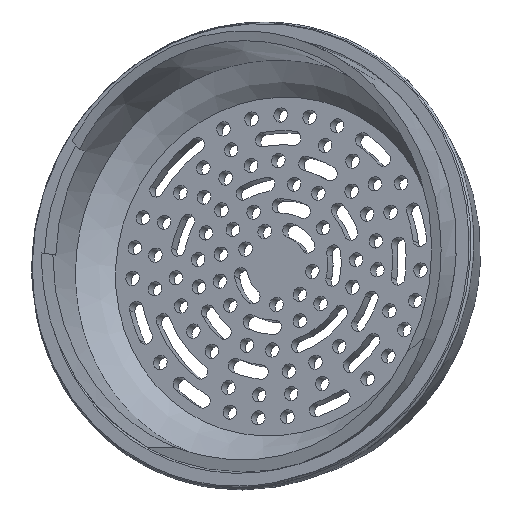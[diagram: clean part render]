
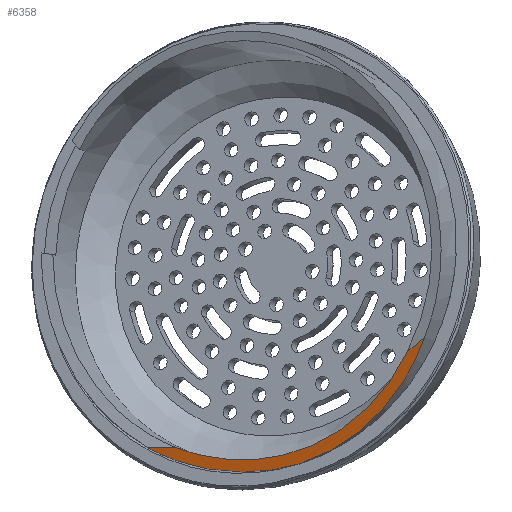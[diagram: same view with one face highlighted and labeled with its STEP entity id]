
A CAD part, left-side view. The second image highlights one B-rep face of the part: STEP entity #6358.
In plain terms, the highlighted planar face has unit normal (-0.931, 0.345, -0.121).
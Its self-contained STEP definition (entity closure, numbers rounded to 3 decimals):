
#31=ELLIPSE('',#7445,39.369,37.926);
#32=ELLIPSE('',#7446,37.582,36.204);
#33=ELLIPSE('',#7447,39.369,37.926);
#230=B_SPLINE_CURVE_WITH_KNOTS('',3,(#11581,#11582,#11583,#11584,#11585,
#11586,#11587,#11588,#11589,#11590,#11591,#11592,#11593,#11594,#11595,#11596,
#11597,#11598,#11599,#11600),.UNSPECIFIED.,.F.,.F.,(4,2,2,2,2,2,2,2,2,4),
(-35.285,-31.355,-27.774,-25.353,
-24.222,-23.456,-22.715,-21.675,
-19.346,-11.979),.UNSPECIFIED.);
#231=B_SPLINE_CURVE_WITH_KNOTS('',3,(#11604,#11605,#11606,#11607,#11608,
#11609,#11610,#11611,#11612,#11613),.UNSPECIFIED.,.F.,.F.,(4,3,3,4),(71.552,
74.455,74.616,75.912),.UNSPECIFIED.);
#232=B_SPLINE_CURVE_WITH_KNOTS('',3,(#11617,#11618,#11619,#11620,#11621,
#11622,#11623),.UNSPECIFIED.,.F.,.F.,(4,3,4),(17.238,18.333,
21.461),.UNSPECIFIED.);
#277=PLANE('',#7444);
#1107=FACE_OUTER_BOUND('',#1550,.T.);
#1550=EDGE_LOOP('',(#5570,#5571,#5572,#5573,#5574,#5575));
#2959=VERTEX_POINT('',#11579);
#2960=VERTEX_POINT('',#11580);
#2961=VERTEX_POINT('',#11601);
#2962=VERTEX_POINT('',#11603);
#2963=VERTEX_POINT('',#11614);
#2964=VERTEX_POINT('',#11616);
#3893=EDGE_CURVE('',#2959,#2960,#230,.T.);
#3894=EDGE_CURVE('',#2960,#2961,#31,.T.);
#3895=EDGE_CURVE('',#2962,#2961,#231,.T.);
#3896=EDGE_CURVE('',#2962,#2963,#32,.T.);
#3897=EDGE_CURVE('',#2964,#2963,#232,.T.);
#3898=EDGE_CURVE('',#2964,#2959,#33,.T.);
#5570=ORIENTED_EDGE('',*,*,#3893,.T.);
#5571=ORIENTED_EDGE('',*,*,#3894,.T.);
#5572=ORIENTED_EDGE('',*,*,#3895,.F.);
#5573=ORIENTED_EDGE('',*,*,#3896,.T.);
#5574=ORIENTED_EDGE('',*,*,#3897,.F.);
#5575=ORIENTED_EDGE('',*,*,#3898,.T.);
#6358=ADVANCED_FACE('',(#1107),#277,.F.);
#7444=AXIS2_PLACEMENT_3D('',#11578,#9734,#9735);
#7445=AXIS2_PLACEMENT_3D('',#11602,#9736,#9737);
#7446=AXIS2_PLACEMENT_3D('',#11615,#9738,#9739);
#7447=AXIS2_PLACEMENT_3D('',#11624,#9740,#9741);
#9734=DIRECTION('center_axis',(0.931,-0.345,0.121));
#9735=DIRECTION('ref_axis',(0.129,0.,-0.992));
#9736=DIRECTION('center_axis',(-0.931,0.345,-0.121));
#9737=DIRECTION('ref_axis',(-0.12,0.023,0.992));
#9738=DIRECTION('center_axis',(0.931,-0.345,0.121));
#9739=DIRECTION('ref_axis',(-0.12,0.023,0.992));
#9740=DIRECTION('center_axis',(-0.931,0.345,-0.121));
#9741=DIRECTION('ref_axis',(-0.12,0.023,0.992));
#11578=CARTESIAN_POINT('Origin',(-479.641,-262.322,965.068));
#11579=CARTESIAN_POINT('',(-471.037,-252.273,927.598));
#11580=CARTESIAN_POINT('',(-478.938,-273.773,927.012));
#11581=CARTESIAN_POINT('Ctrl Pts',(-471.037,-252.273,927.598));
#11582=CARTESIAN_POINT('Ctrl Pts',(-471.42,-253.451,
927.182));
#11583=CARTESIAN_POINT('Ctrl Pts',(-471.817,-254.647,926.829));
#11584=CARTESIAN_POINT('Ctrl Pts',(-472.603,-256.957,
926.274));
#11585=CARTESIAN_POINT('Ctrl Pts',(-472.987,-258.067,
926.064));
#11586=CARTESIAN_POINT('Ctrl Pts',(-473.646,-259.937,
925.801));
#11587=CARTESIAN_POINT('Ctrl Pts',(-473.916,-260.693,
925.72));
#11588=CARTESIAN_POINT('Ctrl Pts',(-474.318,-261.803,
925.638));
#11589=CARTESIAN_POINT('Ctrl Pts',(-474.446,-262.157,
925.617));
#11590=CARTESIAN_POINT('Ctrl Pts',(-474.663,-262.75,
925.592));
#11591=CARTESIAN_POINT('Ctrl Pts',(-474.751,-262.99,925.584));
#11592=CARTESIAN_POINT('Ctrl Pts',(-474.924,-263.461,
925.574));
#11593=CARTESIAN_POINT('Ctrl Pts',(-475.01,-263.692,
925.571));
#11594=CARTESIAN_POINT('Ctrl Pts',(-475.216,-264.248,
925.57));
#11595=CARTESIAN_POINT('Ctrl Pts',(-475.337,-264.573,
925.574));
#11596=CARTESIAN_POINT('Ctrl Pts',(-475.731,-265.624,925.602));
#11597=CARTESIAN_POINT('Ctrl Pts',(-476.005,-266.349,925.644));
#11598=CARTESIAN_POINT('Ctrl Pts',(-477.156,-269.355,925.918));
#11599=CARTESIAN_POINT('Ctrl Pts',(-478.045,-271.598,
926.355));
#11600=CARTESIAN_POINT('Ctrl Pts',(-478.938,-273.773,
927.012));
#11601=CARTESIAN_POINT('',(-489.915,-295.622,949.074));
#11602=CARTESIAN_POINT('Origin',(-479.578,-262.334,964.546));
#11603=CARTESIAN_POINT('',(-488.436,-292.546,946.48));
#11604=CARTESIAN_POINT('Ctrl Pts',(-488.436,-292.546,
946.48));
#11605=CARTESIAN_POINT('Ctrl Pts',(-488.766,-293.24,
947.036));
#11606=CARTESIAN_POINT('Ctrl Pts',(-489.095,-293.927,
947.606));
#11607=CARTESIAN_POINT('Ctrl Pts',(-489.423,-294.607,
948.189));
#11608=CARTESIAN_POINT('Ctrl Pts',(-489.442,-294.645,
948.221));
#11609=CARTESIAN_POINT('Ctrl Pts',(-489.46,-294.682,
948.254));
#11610=CARTESIAN_POINT('Ctrl Pts',(-489.478,-294.72,
948.286));
#11611=CARTESIAN_POINT('Ctrl Pts',(-489.625,-295.023,948.547));
#11612=CARTESIAN_POINT('Ctrl Pts',(-489.77,-295.324,
948.81));
#11613=CARTESIAN_POINT('Ctrl Pts',(-489.915,-295.622,
949.074));
#11614=CARTESIAN_POINT('',(-471.349,-252.312,929.891));
#11615=CARTESIAN_POINT('Origin',(-479.634,-262.323,965.008));
#11616=CARTESIAN_POINT('',(-469.512,-247.367,929.867));
#11617=CARTESIAN_POINT('Ctrl Pts',(-469.512,-247.367,
929.867));
#11618=CARTESIAN_POINT('Ctrl Pts',(-469.675,-247.813,
929.847));
#11619=CARTESIAN_POINT('Ctrl Pts',(-469.838,-248.259,
929.832));
#11620=CARTESIAN_POINT('Ctrl Pts',(-470.003,-248.705,
929.824));
#11621=CARTESIAN_POINT('Ctrl Pts',(-470.472,-249.979,
929.801));
#11622=CARTESIAN_POINT('Ctrl Pts',(-470.923,-251.184,
929.829));
#11623=CARTESIAN_POINT('Ctrl Pts',(-471.349,-252.312,
929.891));
#11624=CARTESIAN_POINT('Origin',(-479.578,-262.334,964.546));
